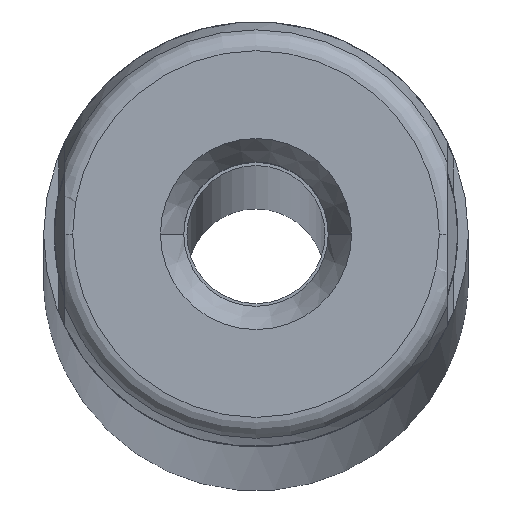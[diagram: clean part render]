
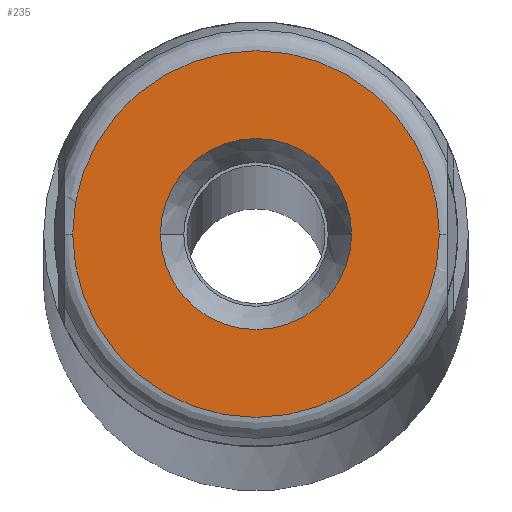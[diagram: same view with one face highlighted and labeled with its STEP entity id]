
A CAD part, top view. The second image highlights one B-rep face of the part: STEP entity #235.
In plain terms, the highlighted planar face has unit normal (0, 0, 1).
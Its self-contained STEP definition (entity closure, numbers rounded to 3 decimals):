
#108 = ORIENTED_EDGE ( 'NONE', *, *, #240, .F. ) ;
#109 = VERTEX_POINT ( 'NONE', #803 ) ;
#114 = ORIENTED_EDGE ( 'NONE', *, *, #186, .F. ) ;
#117 = VERTEX_POINT ( 'NONE', #787 ) ;
#125 = EDGE_CURVE ( 'NONE', #117, #109, #830, .T. ) ;
#131 = EDGE_LOOP ( 'NONE', ( #205, #193 ) ) ;
#155 = EDGE_LOOP ( 'NONE', ( #108, #114 ) ) ;
#176 = VERTEX_POINT ( 'NONE', #1016 ) ;
#185 = VERTEX_POINT ( 'NONE', #963 ) ;
#186 = EDGE_CURVE ( 'NONE', #176, #185, #1005, .T. ) ;
#193 = ORIENTED_EDGE ( 'NONE', *, *, #592, .T. ) ;
#205 = ORIENTED_EDGE ( 'NONE', *, *, #125, .T. ) ;
#235 = ADVANCED_FACE ( 'NONE', ( #1071, #1086 ), #722, .F. ) ;
#240 = EDGE_CURVE ( 'NONE', #185, #176, #700, .T. ) ;
#592 = EDGE_CURVE ( 'NONE', #109, #117, #1551, .T. ) ;
#657 = DIRECTION ( 'NONE',  ( -1., 0., 0. ) ) ;
#700 = CIRCLE ( 'NONE', #802, 4.5 ) ;
#704 = AXIS2_PLACEMENT_3D ( 'NONE', #746, #745, #657 ) ;
#722 = PLANE ( 'NONE',  #704 ) ;
#745 = DIRECTION ( 'NONE',  ( 0., 0., -1. ) ) ;
#746 = CARTESIAN_POINT ( 'NONE',  ( 0., 0., 0. ) ) ;
#772 = CARTESIAN_POINT ( 'NONE',  ( 0., 0., 0. ) ) ;
#787 = CARTESIAN_POINT ( 'NONE',  ( 8.632, 0., 0. ) ) ;
#801 = DIRECTION ( 'NONE',  ( 0., 0., 1. ) ) ;
#802 = AXIS2_PLACEMENT_3D ( 'NONE', #772, #801, #1035 ) ;
#803 = CARTESIAN_POINT ( 'NONE',  ( -8.632, 0., 0. ) ) ;
#830 = CIRCLE ( 'NONE', #896, 8.632 ) ;
#833 = DIRECTION ( 'NONE',  ( 0., 0., 1. ) ) ;
#854 = CARTESIAN_POINT ( 'NONE',  ( 0., 0., 0. ) ) ;
#896 = AXIS2_PLACEMENT_3D ( 'NONE', #854, #833, #899 ) ;
#899 = DIRECTION ( 'NONE',  ( 1., 0., 0. ) ) ;
#955 = DIRECTION ( 'NONE',  ( 0., 0., 1. ) ) ;
#957 = DIRECTION ( 'NONE',  ( 1., 0., 0. ) ) ;
#958 = AXIS2_PLACEMENT_3D ( 'NONE', #1010, #955, #957 ) ;
#963 = CARTESIAN_POINT ( 'NONE',  ( 4.5, 0., 0. ) ) ;
#1005 = CIRCLE ( 'NONE', #958, 4.5 ) ;
#1010 = CARTESIAN_POINT ( 'NONE',  ( 0., 0., 0. ) ) ;
#1016 = CARTESIAN_POINT ( 'NONE',  ( -4.5, 0., 0. ) ) ;
#1035 = DIRECTION ( 'NONE',  ( 1., 0., 0. ) ) ;
#1071 = FACE_BOUND ( 'NONE', #155, .T. ) ;
#1086 = FACE_OUTER_BOUND ( 'NONE', #131, .T. ) ;
#1531 = DIRECTION ( 'NONE',  ( 1., 0., 0. ) ) ;
#1532 = DIRECTION ( 'NONE',  ( 0., 0., 1. ) ) ;
#1541 = AXIS2_PLACEMENT_3D ( 'NONE', #1545, #1532, #1531 ) ;
#1545 = CARTESIAN_POINT ( 'NONE',  ( 0., 0., 0. ) ) ;
#1551 = CIRCLE ( 'NONE', #1541, 8.632 ) ;
